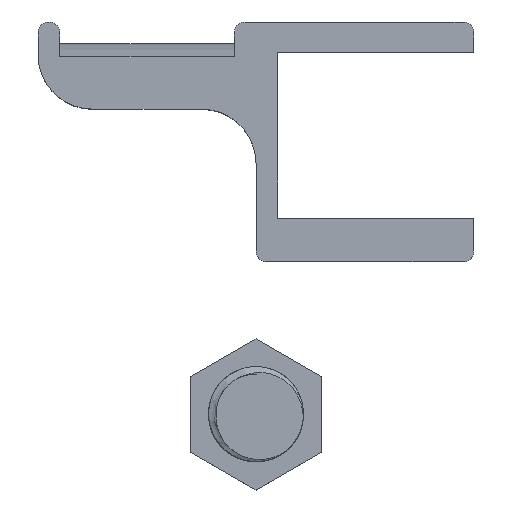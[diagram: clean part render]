
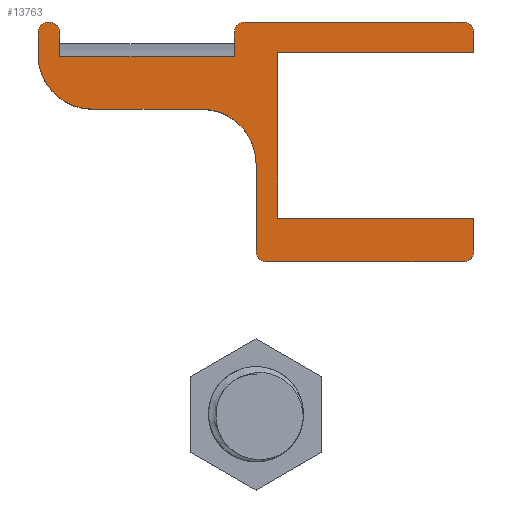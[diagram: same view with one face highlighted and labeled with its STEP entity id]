
A CAD part, top view. The second image highlights one B-rep face of the part: STEP entity #13763.
In plain terms, the highlighted planar face has unit normal (0, 0, 1).
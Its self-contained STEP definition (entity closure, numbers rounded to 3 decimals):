
#707=PLANE('',#13934);
#1399=FACE_OUTER_BOUND('',#2154,.T.);
#2154=EDGE_LOOP('',(#12671,#12672,#12673,#12674,#12675,#12676,#12677,#12678,
#12679,#12680,#12681,#12682,#12683,#12684,#12685,#12686,#12687,#12688,#12689,
#12690,#12691));
#2231=CIRCLE('',#13922,2.5);
#2232=CIRCLE('',#13924,2.5);
#2233=CIRCLE('',#13927,12.5);
#2234=CIRCLE('',#13930,12.5);
#2235=CIRCLE('',#13933,2.5);
#2236=CIRCLE('',#13935,2.5);
#2237=CIRCLE('',#13936,2.5);
#2238=CIRCLE('',#13937,2.5);
#3450=B_SPLINE_CURVE_WITH_KNOTS('',3,(#29467,#29468,#29469,#29470,#29471,
#29472),.UNSPECIFIED.,.F.,.F.,(4,2,4),(-4.,-2.,0.),.UNSPECIFIED.);
#3546=LINE('',#15475,#4368);
#4280=LINE('',#29598,#5102);
#4284=LINE('',#29610,#5106);
#4287=LINE('',#29618,#5109);
#4290=LINE('',#29626,#5112);
#4292=LINE('',#29633,#5114);
#4293=LINE('',#29637,#5115);
#4294=LINE('',#29639,#5116);
#4295=LINE('',#29640,#5117);
#4296=LINE('',#29642,#5118);
#4297=LINE('',#29646,#5119);
#4298=LINE('',#29649,#5120);
#4368=VECTOR('',#14035,10.);
#5102=VECTOR('',#14907,10.);
#5106=VECTOR('',#14921,10.);
#5109=VECTOR('',#14930,10.);
#5112=VECTOR('',#14939,10.);
#5114=VECTOR('',#14947,10.);
#5115=VECTOR('',#14950,10.);
#5116=VECTOR('',#14951,10.);
#5117=VECTOR('',#14952,10.);
#5118=VECTOR('',#14953,10.);
#5119=VECTOR('',#14956,10.);
#5120=VECTOR('',#14959,10.);
#5205=VERTEX_POINT('',#15472);
#5206=VERTEX_POINT('',#15474);
#6481=VERTEX_POINT('',#29465);
#6482=VERTEX_POINT('',#29466);
#6504=VERTEX_POINT('',#29596);
#6505=VERTEX_POINT('',#29600);
#6506=VERTEX_POINT('',#29604);
#6507=VERTEX_POINT('',#29608);
#6508=VERTEX_POINT('',#29612);
#6509=VERTEX_POINT('',#29616);
#6510=VERTEX_POINT('',#29620);
#6511=VERTEX_POINT('',#29624);
#6512=VERTEX_POINT('',#29628);
#6513=VERTEX_POINT('',#29632);
#6514=VERTEX_POINT('',#29634);
#6515=VERTEX_POINT('',#29636);
#6516=VERTEX_POINT('',#29638);
#6517=VERTEX_POINT('',#29641);
#6518=VERTEX_POINT('',#29643);
#6519=VERTEX_POINT('',#29645);
#6520=VERTEX_POINT('',#29647);
#6636=EDGE_CURVE('',#5205,#5206,#3546,.T.);
#8549=EDGE_CURVE('',#6481,#6482,#3450,.T.);
#8576=EDGE_CURVE('',#6504,#6481,#4280,.T.);
#8578=EDGE_CURVE('',#6505,#6504,#2231,.T.);
#8580=EDGE_CURVE('',#6506,#6505,#2232,.T.);
#8582=EDGE_CURVE('',#6507,#6506,#4284,.T.);
#8584=EDGE_CURVE('',#6508,#6507,#2233,.T.);
#8586=EDGE_CURVE('',#6509,#6508,#4287,.T.);
#8588=EDGE_CURVE('',#6510,#6509,#2234,.T.);
#8590=EDGE_CURVE('',#6511,#6510,#4290,.T.);
#8592=EDGE_CURVE('',#6512,#6511,#2235,.T.);
#8593=EDGE_CURVE('',#6513,#6512,#4292,.T.);
#8594=EDGE_CURVE('',#6514,#6513,#2236,.T.);
#8595=EDGE_CURVE('',#6515,#6514,#4293,.T.);
#8596=EDGE_CURVE('',#6516,#6515,#4294,.T.);
#8597=EDGE_CURVE('',#5206,#6516,#4295,.T.);
#8598=EDGE_CURVE('',#6517,#5205,#4296,.T.);
#8599=EDGE_CURVE('',#6518,#6517,#2237,.T.);
#8600=EDGE_CURVE('',#6519,#6518,#4297,.T.);
#8601=EDGE_CURVE('',#6520,#6519,#2238,.T.);
#8602=EDGE_CURVE('',#6482,#6520,#4298,.T.);
#12671=ORIENTED_EDGE('',*,*,#8592,.F.);
#12672=ORIENTED_EDGE('',*,*,#8593,.F.);
#12673=ORIENTED_EDGE('',*,*,#8594,.F.);
#12674=ORIENTED_EDGE('',*,*,#8595,.F.);
#12675=ORIENTED_EDGE('',*,*,#8596,.F.);
#12676=ORIENTED_EDGE('',*,*,#8597,.F.);
#12677=ORIENTED_EDGE('',*,*,#6636,.F.);
#12678=ORIENTED_EDGE('',*,*,#8598,.F.);
#12679=ORIENTED_EDGE('',*,*,#8599,.F.);
#12680=ORIENTED_EDGE('',*,*,#8600,.F.);
#12681=ORIENTED_EDGE('',*,*,#8601,.F.);
#12682=ORIENTED_EDGE('',*,*,#8602,.F.);
#12683=ORIENTED_EDGE('',*,*,#8549,.F.);
#12684=ORIENTED_EDGE('',*,*,#8576,.F.);
#12685=ORIENTED_EDGE('',*,*,#8578,.F.);
#12686=ORIENTED_EDGE('',*,*,#8580,.F.);
#12687=ORIENTED_EDGE('',*,*,#8582,.F.);
#12688=ORIENTED_EDGE('',*,*,#8584,.F.);
#12689=ORIENTED_EDGE('',*,*,#8586,.F.);
#12690=ORIENTED_EDGE('',*,*,#8588,.F.);
#12691=ORIENTED_EDGE('',*,*,#8590,.F.);
#13763=ADVANCED_FACE('',(#1399),#707,.T.);
#13922=AXIS2_PLACEMENT_3D('',#29602,#14911,#14912);
#13924=AXIS2_PLACEMENT_3D('',#29606,#14916,#14917);
#13927=AXIS2_PLACEMENT_3D('',#29614,#14925,#14926);
#13930=AXIS2_PLACEMENT_3D('',#29622,#14934,#14935);
#13933=AXIS2_PLACEMENT_3D('',#29630,#14943,#14944);
#13934=AXIS2_PLACEMENT_3D('',#29631,#14945,#14946);
#13935=AXIS2_PLACEMENT_3D('',#29635,#14948,#14949);
#13936=AXIS2_PLACEMENT_3D('',#29644,#14954,#14955);
#13937=AXIS2_PLACEMENT_3D('',#29648,#14957,#14958);
#14035=DIRECTION('',(-1.,0.,0.));
#14907=DIRECTION('',(0.,-1.,0.));
#14911=DIRECTION('center_axis',(0.,0.,-1.));
#14912=DIRECTION('ref_axis',(0.707,0.707,0.));
#14916=DIRECTION('center_axis',(0.,0.,-1.));
#14917=DIRECTION('ref_axis',(-0.707,0.707,0.));
#14921=DIRECTION('',(0.,1.,0.));
#14925=DIRECTION('center_axis',(0.,0.,-1.));
#14926=DIRECTION('ref_axis',(-0.707,-0.707,0.));
#14930=DIRECTION('',(-1.,0.,0.));
#14934=DIRECTION('center_axis',(0.,0.,1.));
#14935=DIRECTION('ref_axis',(0.707,0.707,0.));
#14939=DIRECTION('',(0.,1.,0.));
#14943=DIRECTION('center_axis',(0.,0.,-1.));
#14944=DIRECTION('ref_axis',(-0.707,-0.707,0.));
#14945=DIRECTION('center_axis',(0.,0.,1.));
#14946=DIRECTION('ref_axis',(1.,0.,0.));
#14947=DIRECTION('',(-1.,0.,0.));
#14948=DIRECTION('center_axis',(0.,0.,-1.));
#14949=DIRECTION('ref_axis',(0.707,-0.707,0.));
#14950=DIRECTION('',(0.,-1.,0.));
#14951=DIRECTION('',(1.,0.,0.));
#14952=DIRECTION('',(0.,-1.,0.));
#14953=DIRECTION('',(0.,-1.,0.));
#14954=DIRECTION('center_axis',(0.,0.,-1.));
#14955=DIRECTION('ref_axis',(0.707,0.707,0.));
#14956=DIRECTION('',(1.,0.,0.));
#14957=DIRECTION('center_axis',(0.,0.,-1.));
#14958=DIRECTION('ref_axis',(-0.707,0.707,0.));
#14959=DIRECTION('',(0.,1.,0.));
#15472=CARTESIAN_POINT('',(100.,73.,30.));
#15474=CARTESIAN_POINT('',(55.,73.,30.));
#15475=CARTESIAN_POINT('',(52.5,73.,30.));
#29465=CARTESIAN_POINT('',(5.,72.023,30.));
#29466=CARTESIAN_POINT('',(45.,72.023,30.));
#29467=CARTESIAN_POINT('Ctrl Pts',(5.,72.023,30.));
#29468=CARTESIAN_POINT('Ctrl Pts',(11.667,72.023,30.));
#29469=CARTESIAN_POINT('Ctrl Pts',(18.333,72.023,30.));
#29470=CARTESIAN_POINT('Ctrl Pts',(31.667,72.023,30.));
#29471=CARTESIAN_POINT('Ctrl Pts',(38.333,72.023,30.));
#29472=CARTESIAN_POINT('Ctrl Pts',(45.,72.023,30.));
#29596=CARTESIAN_POINT('',(5.,77.5,30.));
#29598=CARTESIAN_POINT('',(5.,63.75,30.));
#29600=CARTESIAN_POINT('',(2.5,80.,30.));
#29602=CARTESIAN_POINT('Origin',(2.5,77.5,30.));
#29604=CARTESIAN_POINT('',(0.,77.5,30.));
#29606=CARTESIAN_POINT('Origin',(2.5,77.5,30.));
#29608=CARTESIAN_POINT('',(0.,72.5,30.));
#29610=CARTESIAN_POINT('',(0.,66.25,30.));
#29612=CARTESIAN_POINT('',(12.5,60.,30.));
#29614=CARTESIAN_POINT('Origin',(12.5,72.5,30.));
#29616=CARTESIAN_POINT('',(37.5,60.,30.));
#29618=CARTESIAN_POINT('',(25.,60.,30.));
#29620=CARTESIAN_POINT('',(50.,47.5,30.));
#29622=CARTESIAN_POINT('Origin',(37.5,47.5,30.));
#29624=CARTESIAN_POINT('',(50.,27.5,30.));
#29626=CARTESIAN_POINT('',(50.,51.25,30.));
#29628=CARTESIAN_POINT('',(52.5,25.,30.));
#29630=CARTESIAN_POINT('Origin',(52.5,27.5,30.));
#29631=CARTESIAN_POINT('Origin',(50.,52.5,30.));
#29632=CARTESIAN_POINT('',(97.5,25.,30.));
#29633=CARTESIAN_POINT('',(50.,25.,30.));
#29634=CARTESIAN_POINT('',(100.,27.5,30.));
#29635=CARTESIAN_POINT('Origin',(97.5,27.5,30.));
#29636=CARTESIAN_POINT('',(100.,35.,30.));
#29637=CARTESIAN_POINT('',(100.,38.75,30.));
#29638=CARTESIAN_POINT('',(55.,35.,30.));
#29639=CARTESIAN_POINT('',(75.,35.,30.));
#29640=CARTESIAN_POINT('',(55.,41.25,30.));
#29641=CARTESIAN_POINT('',(100.,77.5,30.));
#29642=CARTESIAN_POINT('',(100.,63.75,30.));
#29643=CARTESIAN_POINT('',(97.5,80.,30.));
#29644=CARTESIAN_POINT('Origin',(97.5,77.5,30.));
#29645=CARTESIAN_POINT('',(47.5,80.,30.));
#29646=CARTESIAN_POINT('',(75.,80.,30.));
#29647=CARTESIAN_POINT('',(45.,77.5,30.));
#29648=CARTESIAN_POINT('Origin',(47.5,77.5,30.));
#29649=CARTESIAN_POINT('',(45.,66.25,30.));
